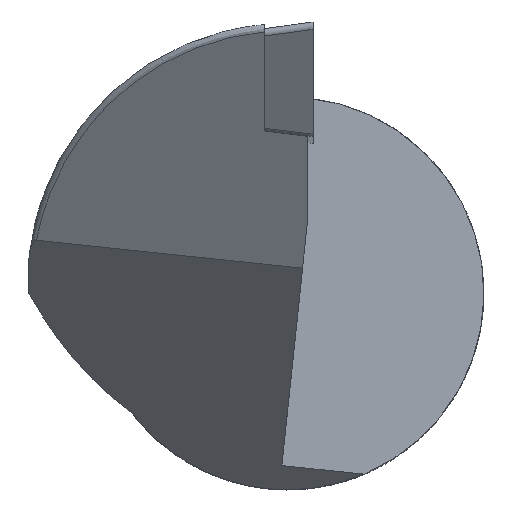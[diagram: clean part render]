
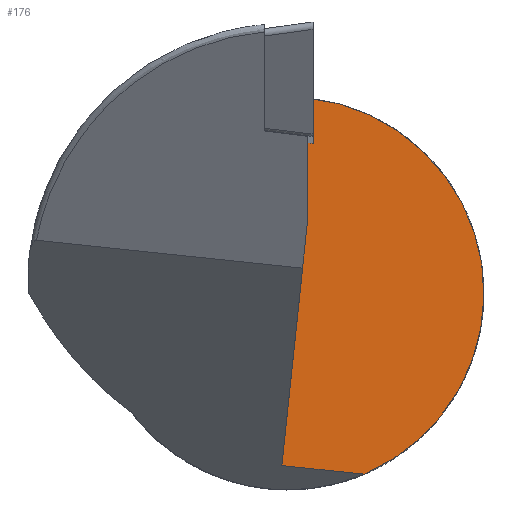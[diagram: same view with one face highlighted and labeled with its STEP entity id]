
A CAD part, top view. The second image highlights one B-rep face of the part: STEP entity #176.
In plain terms, the highlighted planar face has unit normal (0, 0, 1).
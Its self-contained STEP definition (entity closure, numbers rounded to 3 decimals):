
#176=ADVANCED_FACE('',(#299),#246,.T.);
#246=PLANE('',#1494);
#299=FACE_OUTER_BOUND('',#373,.T.);
#373=EDGE_LOOP('',(#781,#782,#783,#784));
#459=LINE('',#2145,#541);
#461=LINE('',#2739,#543);
#463=LINE('',#2743,#545);
#541=VECTOR('',#1678,1.);
#543=VECTOR('',#1796,1.);
#545=VECTOR('',#1800,1.);
#781=ORIENTED_EDGE('',*,*,#1216,.F.);
#782=ORIENTED_EDGE('',*,*,#1303,.F.);
#783=ORIENTED_EDGE('',*,*,#1301,.F.);
#784=ORIENTED_EDGE('',*,*,#1298,.F.);
#1075=VERTEX_POINT('',#2144);
#1076=VERTEX_POINT('',#2146);
#1131=VERTEX_POINT('',#2726);
#1132=VERTEX_POINT('',#2740);
#1216=EDGE_CURVE('',#1075,#1076,#459,.T.);
#1298=EDGE_CURVE('',#1076,#1131,#1388,.T.);
#1301=EDGE_CURVE('',#1131,#1132,#461,.T.);
#1303=EDGE_CURVE('',#1132,#1075,#463,.T.);
#1388=CIRCLE('',#1489,16.);
#1489=AXIS2_PLACEMENT_3D('',#2725,#1790,#1791);
#1494=AXIS2_PLACEMENT_3D('',#2745,#1803,#1804);
#1678=DIRECTION('',(0.,1.,0.));
#1790=DIRECTION('',(0.,0.,-1.));
#1791=DIRECTION('',(-0.995,0.105,0.));
#1796=DIRECTION('',(-0.995,0.105,0.));
#1800=DIRECTION('',(0.105,0.995,0.));
#1803=DIRECTION('',(0.,0.,1.));
#1804=DIRECTION('',(-0.995,0.105,0.));
#2144=CARTESIAN_POINT('',(1.601,5.662,12.));
#2145=CARTESIAN_POINT('',(1.601,5.662,12.));
#2146=CARTESIAN_POINT('',(1.601,15.92,12.));
#2725=CARTESIAN_POINT('',(0.,0.,12.));
#2726=CARTESIAN_POINT('',(6.24,-14.733,12.));
#2739=CARTESIAN_POINT('',(-38.261,-10.056,12.));
#2740=CARTESIAN_POINT('',(-0.469,-14.028,12.));
#2743=CARTESIAN_POINT('',(-3.521,-43.069,12.));
#2745=CARTESIAN_POINT('',(24.992,19.494,12.));
